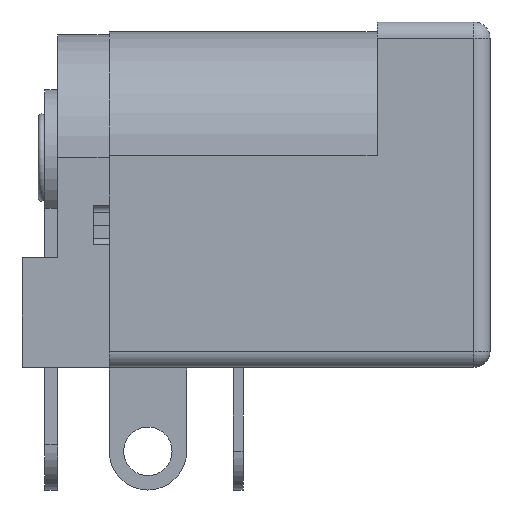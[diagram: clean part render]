
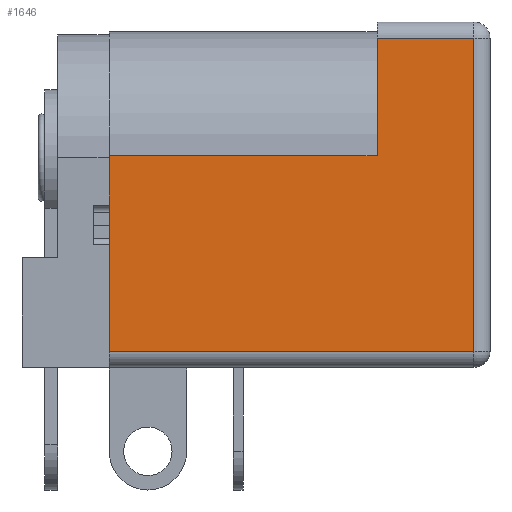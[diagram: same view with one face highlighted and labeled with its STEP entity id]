
A CAD part, left-side view. The second image highlights one B-rep face of the part: STEP entity #1646.
In plain terms, the highlighted planar face has unit normal (-1, 0, 0).
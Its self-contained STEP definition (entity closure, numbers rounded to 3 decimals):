
#992 = VERTEX_POINT('',#993);
#993 = CARTESIAN_POINT('',(-4.5,8.3,-4.85));
#1000 = EDGE_CURVE('',#1001,#992,#1003,.T.);
#1001 = VERTEX_POINT('',#1002);
#1002 = CARTESIAN_POINT('',(-4.5,8.3,1.2));
#1003 = LINE('',#1004,#1005);
#1004 = CARTESIAN_POINT('',(-4.5,8.3,1.2));
#1005 = VECTOR('',#1006,1.);
#1006 = DIRECTION('',(0.,0.,-1.));
#1584 = EDGE_CURVE('',#1585,#1587,#1589,.T.);
#1585 = VERTEX_POINT('',#1586);
#1586 = CARTESIAN_POINT('',(-4.5,0.,1.2));
#1587 = VERTEX_POINT('',#1588);
#1588 = CARTESIAN_POINT('',(-4.5,0.,4.85));
#1589 = LINE('',#1590,#1591);
#1590 = CARTESIAN_POINT('',(-4.5,0.,-5.35));
#1591 = VECTOR('',#1592,1.);
#1592 = DIRECTION('',(0.,0.,1.));
#1646 = ADVANCED_FACE('',(#1647),#1679,.T.);
#1647 = FACE_BOUND('',#1648,.T.);
#1648 = EDGE_LOOP('',(#1649,#1650,#1658,#1666,#1672,#1673));
#1649 = ORIENTED_EDGE('',*,*,#1000,.T.);
#1650 = ORIENTED_EDGE('',*,*,#1651,.T.);
#1651 = EDGE_CURVE('',#992,#1652,#1654,.T.);
#1652 = VERTEX_POINT('',#1653);
#1653 = CARTESIAN_POINT('',(-4.5,-3.,-4.85));
#1654 = LINE('',#1655,#1656);
#1655 = CARTESIAN_POINT('',(-4.5,-3.5,-4.85));
#1656 = VECTOR('',#1657,1.);
#1657 = DIRECTION('',(0.,-1.,0.));
#1658 = ORIENTED_EDGE('',*,*,#1659,.T.);
#1659 = EDGE_CURVE('',#1652,#1660,#1662,.T.);
#1660 = VERTEX_POINT('',#1661);
#1661 = CARTESIAN_POINT('',(-4.5,-3.,4.85));
#1662 = LINE('',#1663,#1664);
#1663 = CARTESIAN_POINT('',(-4.5,-3.,5.35));
#1664 = VECTOR('',#1665,1.);
#1665 = DIRECTION('',(0.,0.,1.));
#1666 = ORIENTED_EDGE('',*,*,#1667,.T.);
#1667 = EDGE_CURVE('',#1660,#1587,#1668,.T.);
#1668 = LINE('',#1669,#1670);
#1669 = CARTESIAN_POINT('',(-4.5,-3.5,4.85));
#1670 = VECTOR('',#1671,1.);
#1671 = DIRECTION('',(0.,1.,0.));
#1672 = ORIENTED_EDGE('',*,*,#1584,.F.);
#1673 = ORIENTED_EDGE('',*,*,#1674,.F.);
#1674 = EDGE_CURVE('',#1001,#1585,#1675,.T.);
#1675 = LINE('',#1676,#1677);
#1676 = CARTESIAN_POINT('',(-4.5,8.3,1.2));
#1677 = VECTOR('',#1678,1.);
#1678 = DIRECTION('',(0.,-1.,0.));
#1679 = PLANE('',#1680);
#1680 = AXIS2_PLACEMENT_3D('',#1681,#1682,#1683);
#1681 = CARTESIAN_POINT('',(-4.5,-3.5,-5.35));
#1682 = DIRECTION('',(-1.,0.,0.));
#1683 = DIRECTION('',(0.,0.,1.));
